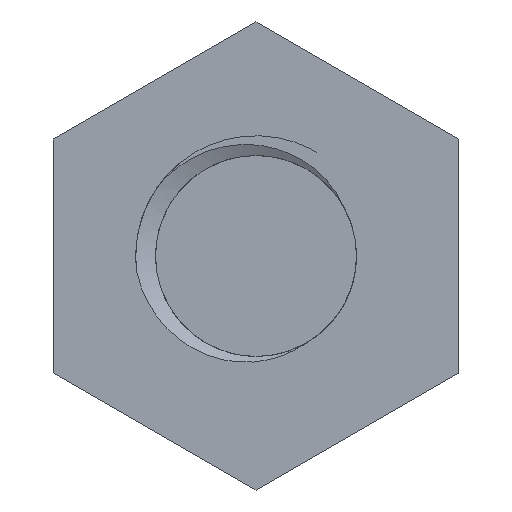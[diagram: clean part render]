
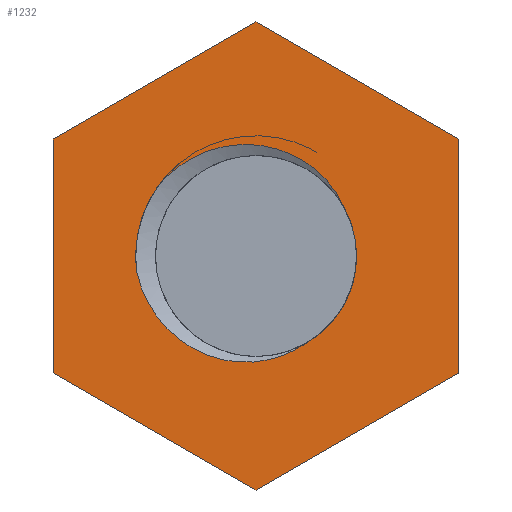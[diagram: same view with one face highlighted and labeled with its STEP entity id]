
A CAD part, front view. The second image highlights one B-rep face of the part: STEP entity #1232.
In plain terms, the highlighted planar face has unit normal (0, -1, 0).
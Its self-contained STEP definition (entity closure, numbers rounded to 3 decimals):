
#22 = ORIENTED_EDGE ( 'NONE', *, *, #4593, .F. ) ;
#38 = CARTESIAN_POINT ( 'NONE',  ( -2.5, 0., -1.443 ) ) ;
#41 = VECTOR ( 'NONE', #4747, 1000. ) ;
#59 = ORIENTED_EDGE ( 'NONE', *, *, #2988, .F. ) ;
#146 = ORIENTED_EDGE ( 'NONE', *, *, #2987, .F. ) ;
#166 = EDGE_CURVE ( 'NONE', #2508, #351, #3324, .T. ) ;
#206 = CARTESIAN_POINT ( 'NONE',  ( -0.427, 0., 1.362 ) ) ;
#227 = CARTESIAN_POINT ( 'NONE',  ( -1.182, 0., 0.897 ) ) ;
#239 = DIRECTION ( 'NONE',  ( 0., 0., -1. ) ) ;
#253 = CARTESIAN_POINT ( 'NONE',  ( -1.419, 0., 0.584 ) ) ;
#344 = CARTESIAN_POINT ( 'NONE',  ( 0.62, 0., -1.074 ) ) ;
#351 = VERTEX_POINT ( 'NONE', #509 ) ;
#375 = EDGE_CURVE ( 'NONE', #986, #4091, #643, .T. ) ;
#396 = DIRECTION ( 'NONE',  ( 0., -1., 0. ) ) ;
#509 = CARTESIAN_POINT ( 'NONE',  ( -1.469, 0., -0.206 ) ) ;
#536 = EDGE_CURVE ( 'NONE', #3794, #986, #2363, .T. ) ;
#591 = CARTESIAN_POINT ( 'NONE',  ( 2.5, 0., 1.443 ) ) ;
#612 = CARTESIAN_POINT ( 'NONE',  ( -0.199, 0., 1.393 ) ) ;
#625 = CARTESIAN_POINT ( 'NONE',  ( -1.039, 0., -0.972 ) ) ;
#643 = LINE ( 'NONE', #2627, #2541 ) ;
#755 = ORIENTED_EDGE ( 'NONE', *, *, #4955, .F. ) ;
#820 = CARTESIAN_POINT ( 'NONE',  ( -2.5, 0., -1.443 ) ) ;
#844 = CARTESIAN_POINT ( 'NONE',  ( -1.524, 0., 0.183 ) ) ;
#986 = VERTEX_POINT ( 'NONE', #1358 ) ;
#1002 = CARTESIAN_POINT ( 'NONE',  ( 0.825, 0., 0.992 ) ) ;
#1028 = CARTESIAN_POINT ( 'NONE',  ( -1.022, 0., 1.054 ) ) ;
#1034 = EDGE_CURVE ( 'NONE', #3997, #1515, #2722, .T. ) ;
#1037 = CARTESIAN_POINT ( 'NONE',  ( -0.857, 0., -1.111 ) ) ;
#1217 = FACE_OUTER_BOUND ( 'NONE', #1652, .T. ) ;
#1232 = ADVANCED_FACE ( 'NONE', ( #1217, #2848 ), #4096, .F. ) ;
#1322 = CARTESIAN_POINT ( 'NONE',  ( 0.741, 0., 1.069 ) ) ;
#1358 = CARTESIAN_POINT ( 'NONE',  ( 0., 0., -2.887 ) ) ;
#1361 = CARTESIAN_POINT ( 'NONE',  ( 0.436, 0., -1.203 ) ) ;
#1515 = VERTEX_POINT ( 'NONE', #2209 ) ;
#1521 = VERTEX_POINT ( 'NONE', #3783 ) ;
#1582 = CARTESIAN_POINT ( 'NONE',  ( 2.5, 0., -1.443 ) ) ;
#1630 = DIRECTION ( 'NONE',  ( 0., 0., 1. ) ) ;
#1652 = EDGE_LOOP ( 'NONE', ( #2741, #59, #146, #2612, #22, #2953 ) ) ;
#1717 = B_SPLINE_CURVE_WITH_KNOTS ( 'NONE', 3,
 ( #4969, #1721, #4576, #1002, #1322, #4188, #2574, #612, #206, #1800, #4599, #1028, #2499, #2087 ),
 .UNSPECIFIED., .F., .F.,
 ( 4, 2, 2, 2, 2, 2, 4 ),
 ( 0., 0., 0.001, 0.001, 0.002, 0.002, 0.003 ),
 .UNSPECIFIED. ) ;
#1721 = CARTESIAN_POINT ( 'NONE',  ( 1.028, 0., 0.724 ) ) ;
#1732 = DIRECTION ( 'NONE',  ( 0., 1., 0. ) ) ;
#1800 = CARTESIAN_POINT ( 'NONE',  ( -0.739, 0., 1.237 ) ) ;
#1838 = EDGE_CURVE ( 'NONE', #3187, #1521, #4021, .T. ) ;
#1851 = VECTOR ( 'NONE', #2388, 1000. ) ;
#1962 = ORIENTED_EDGE ( 'NONE', *, *, #1838, .F. ) ;
#1976 = DIRECTION ( 'NONE',  ( 0., 0., -1. ) ) ;
#1999 = LINE ( 'NONE', #820, #1851 ) ;
#2022 = CARTESIAN_POINT ( 'NONE',  ( 0., 0., 0. ) ) ;
#2087 = CARTESIAN_POINT ( 'NONE',  ( -1.182, 0., 0.897 ) ) ;
#2110 = CARTESIAN_POINT ( 'NONE',  ( 2.5, 0., 1.443 ) ) ;
#2172 = LINE ( 'NONE', #591, #5101 ) ;
#2173 = EDGE_LOOP ( 'NONE', ( #5114, #4910, #755, #1962 ) ) ;
#2175 = CARTESIAN_POINT ( 'NONE',  ( -1.25, 0., -0.715 ) ) ;
#2209 = CARTESIAN_POINT ( 'NONE',  ( 0., 0., 2.887 ) ) ;
#2321 = EDGE_CURVE ( 'NONE', #351, #3187, #3660, .T. ) ;
#2363 = LINE ( 'NONE', #1582, #41 ) ;
#2388 = DIRECTION ( 'NONE',  ( 0., 0., 1. ) ) ;
#2499 = CARTESIAN_POINT ( 'NONE',  ( -1.106, 0., 0.98 ) ) ;
#2508 = VERTEX_POINT ( 'NONE', #4838 ) ;
#2541 = VECTOR ( 'NONE', #3786, 1000. ) ;
#2574 = CARTESIAN_POINT ( 'NONE',  ( 0.248, 0., 1.342 ) ) ;
#2612 = ORIENTED_EDGE ( 'NONE', *, *, #1034, .F. ) ;
#2613 = CARTESIAN_POINT ( 'NONE',  ( -0.45, 0., -1.29 ) ) ;
#2627 = CARTESIAN_POINT ( 'NONE',  ( 0., 0., -2.887 ) ) ;
#2722 = LINE ( 'NONE', #3929, #3599 ) ;
#2741 = ORIENTED_EDGE ( 'NONE', *, *, #536, .F. ) ;
#2848 = FACE_BOUND ( 'NONE', #2173, .T. ) ;
#2953 = ORIENTED_EDGE ( 'NONE', *, *, #375, .F. ) ;
#2987 = EDGE_CURVE ( 'NONE', #1515, #3720, #3423, .T. ) ;
#2988 = EDGE_CURVE ( 'NONE', #3720, #3794, #2172, .T. ) ;
#3087 = VECTOR ( 'NONE', #4223, 1000. ) ;
#3139 = CARTESIAN_POINT ( 'NONE',  ( -1.469, 0., -0.206 ) ) ;
#3187 = VERTEX_POINT ( 'NONE', #344 ) ;
#3311 = CARTESIAN_POINT ( 'NONE',  ( 2.5, 0., -1.443 ) ) ;
#3324 = B_SPLINE_CURVE_WITH_KNOTS ( 'NONE', 3,
 ( #227, #253, #844, #3139 ),
 .UNSPECIFIED., .F., .F.,
 ( 4, 4 ),
 ( 0., 0.001 ),
 .UNSPECIFIED. ) ;
#3357 = CARTESIAN_POINT ( 'NONE',  ( -1.469, 0., -0.206 ) ) ;
#3423 = LINE ( 'NONE', #4196, #3087 ) ;
#3599 = VECTOR ( 'NONE', #4308, 1000. ) ;
#3660 = B_SPLINE_CURVE_WITH_KNOTS ( 'NONE', 3,
 ( #3357, #4608, #4562, #4952, #2175, #625, #1037, #2613, #3819, #5029, #1361, #4226 ),
 .UNSPECIFIED., .F., .F.,
 ( 4, 2, 2, 2, 2, 4 ),
 ( 0., 0., 0.001, 0.001, 0.002, 0.003 ),
 .UNSPECIFIED. ) ;
#3720 = VERTEX_POINT ( 'NONE', #2110 ) ;
#3783 = CARTESIAN_POINT ( 'NONE',  ( 1.074, 0., 0.62 ) ) ;
#3786 = DIRECTION ( 'NONE',  ( -0.866, 0., 0.5 ) ) ;
#3794 = VERTEX_POINT ( 'NONE', #3311 ) ;
#3819 = CARTESIAN_POINT ( 'NONE',  ( -0.222, 0., -1.327 ) ) ;
#3929 = CARTESIAN_POINT ( 'NONE',  ( -2.5, 0., 1.443 ) ) ;
#3997 = VERTEX_POINT ( 'NONE', #4520 ) ;
#4021 = CIRCLE ( 'NONE', #4770, 1.24 ) ;
#4091 = VERTEX_POINT ( 'NONE', #38 ) ;
#4096 = PLANE ( 'NONE',  #5109 ) ;
#4188 = CARTESIAN_POINT ( 'NONE',  ( 0.465, 0., 1.26 ) ) ;
#4196 = CARTESIAN_POINT ( 'NONE',  ( 0., 0., 2.887 ) ) ;
#4223 = DIRECTION ( 'NONE',  ( 0.866, 0., -0.5 ) ) ;
#4226 = CARTESIAN_POINT ( 'NONE',  ( 0.62, 0., -1.074 ) ) ;
#4308 = DIRECTION ( 'NONE',  ( 0.866, 0., 0.5 ) ) ;
#4317 = CARTESIAN_POINT ( 'NONE',  ( 0., 0., 0. ) ) ;
#4520 = CARTESIAN_POINT ( 'NONE',  ( -2.5, 0., 1.443 ) ) ;
#4562 = CARTESIAN_POINT ( 'NONE',  ( -1.408, 0., -0.42 ) ) ;
#4576 = CARTESIAN_POINT ( 'NONE',  ( 0.969, 0., 0.819 ) ) ;
#4593 = EDGE_CURVE ( 'NONE', #4091, #3997, #1999, .T. ) ;
#4599 = CARTESIAN_POINT ( 'NONE',  ( -0.839, 0., 1.182 ) ) ;
#4608 = CARTESIAN_POINT ( 'NONE',  ( -1.445, 0., -0.315 ) ) ;
#4747 = DIRECTION ( 'NONE',  ( -0.866, 0., -0.5 ) ) ;
#4770 = AXIS2_PLACEMENT_3D ( 'NONE', #4317, #396, #1976 ) ;
#4838 = CARTESIAN_POINT ( 'NONE',  ( -1.182, 0., 0.897 ) ) ;
#4910 = ORIENTED_EDGE ( 'NONE', *, *, #166, .F. ) ;
#4952 = CARTESIAN_POINT ( 'NONE',  ( -1.311, 0., -0.62 ) ) ;
#4955 = EDGE_CURVE ( 'NONE', #1521, #2508, #1717, .T. ) ;
#4969 = CARTESIAN_POINT ( 'NONE',  ( 1.074, 0., 0.62 ) ) ;
#5029 = CARTESIAN_POINT ( 'NONE',  ( 0.221, 0., -1.283 ) ) ;
#5101 = VECTOR ( 'NONE', #239, 1000. ) ;
#5109 = AXIS2_PLACEMENT_3D ( 'NONE', #2022, #1732, #1630 ) ;
#5114 = ORIENTED_EDGE ( 'NONE', *, *, #2321, .F. ) ;
